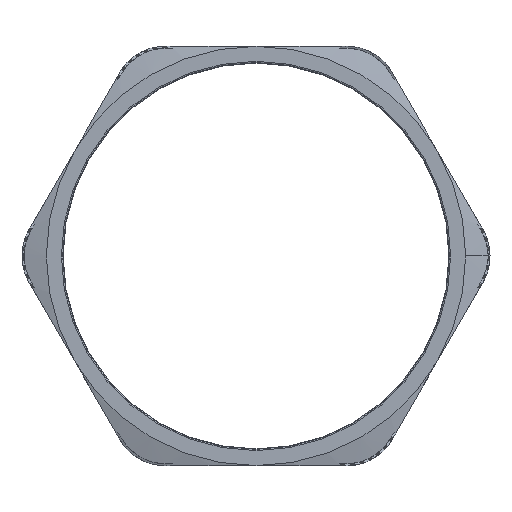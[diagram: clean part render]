
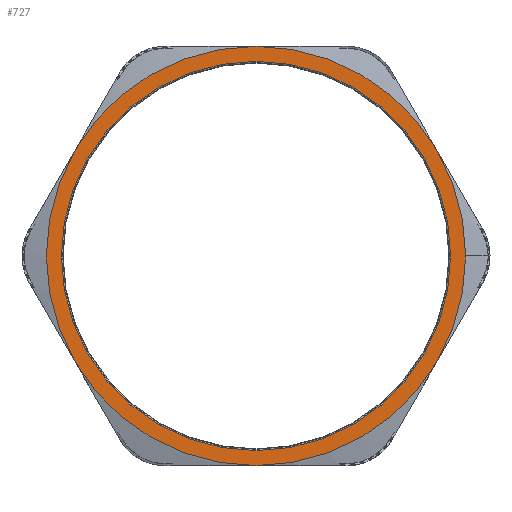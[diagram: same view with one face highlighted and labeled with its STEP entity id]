
A CAD part, top view. The second image highlights one B-rep face of the part: STEP entity #727.
In plain terms, the highlighted planar face has unit normal (0, 0, 1).
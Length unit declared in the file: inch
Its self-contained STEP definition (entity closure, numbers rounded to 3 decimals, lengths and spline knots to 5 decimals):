
#144 = VERTEX_POINT ( 'NONE', #2679 ) ;
#146 = EDGE_CURVE ( 'NONE', #147, #144, #2678, .T. ) ;
#147 = VERTEX_POINT ( 'NONE', #2673 ) ;
#239 = VERTEX_POINT ( 'NONE', #2803 ) ;
#321 = VERTEX_POINT ( 'NONE', #2980 ) ;
#387 = VERTEX_POINT ( 'NONE', #3101 ) ;
#427 = VERTEX_POINT ( 'NONE', #3172 ) ;
#520 = VERTEX_POINT ( 'NONE', #3352 ) ;
#727 = ADVANCED_FACE ( 'NONE', ( #3816, #3860 ), #3812, .F. ) ;
#728 = EDGE_LOOP ( 'NONE', ( #729, #730 ) ) ;
#729 = ORIENTED_EDGE ( 'NONE', *, *, #146, .T. ) ;
#730 = ORIENTED_EDGE ( 'NONE', *, *, #731, .T. ) ;
#731 = EDGE_CURVE ( 'NONE', #144, #147, #3855, .T. ) ;
#732 = EDGE_LOOP ( 'NONE', ( #733, #735, #737, #739, #799, #801, #802 ) ) ;
#733 = ORIENTED_EDGE ( 'NONE', *, *, #734, .F. ) ;
#734 = EDGE_CURVE ( 'NONE', #239, #520, #3850, .T. ) ;
#735 = ORIENTED_EDGE ( 'NONE', *, *, #736, .F. ) ;
#736 = EDGE_CURVE ( 'NONE', #321, #239, #3845, .T. ) ;
#737 = ORIENTED_EDGE ( 'NONE', *, *, #738, .F. ) ;
#738 = EDGE_CURVE ( 'NONE', #387, #321, #3840, .T. ) ;
#739 = ORIENTED_EDGE ( 'NONE', *, *, #740, .F. ) ;
#740 = EDGE_CURVE ( 'NONE', #427, #387, #3835, .T. ) ;
#799 = ORIENTED_EDGE ( 'NONE', *, *, #800, .F. ) ;
#800 = EDGE_CURVE ( 'NONE', #7201, #427, #3963, .T. ) ;
#801 = ORIENTED_EDGE ( 'NONE', *, *, #7225, .F. ) ;
#802 = ORIENTED_EDGE ( 'NONE', *, *, #803, .T. ) ;
#803 = EDGE_CURVE ( 'NONE', #7222, #520, #4022, .T. ) ;
#2673 = CARTESIAN_POINT ( 'NONE',  ( -0.933, 0., 0.2 ) ) ;
#2674 = DIRECTION ( 'NONE',  ( -1., 0., 0. ) ) ;
#2675 = DIRECTION ( 'NONE',  ( 0., 0., -1. ) ) ;
#2676 = CARTESIAN_POINT ( 'NONE',  ( 0., 0., 0.2 ) ) ;
#2677 = AXIS2_PLACEMENT_3D ( 'NONE', #2676, #2675, #2674 ) ;
#2678 = CIRCLE ( 'NONE', #2677, 0.933 ) ;
#2679 = CARTESIAN_POINT ( 'NONE',  ( 0.933, 0., 0.2 ) ) ;
#2803 = CARTESIAN_POINT ( 'NONE',  ( -0.87036, 0.5025, 0.2 ) ) ;
#2980 = CARTESIAN_POINT ( 'NONE',  ( -0.87036, -0.5025, 0.2 ) ) ;
#3101 = CARTESIAN_POINT ( 'NONE',  ( 0., -1.005, 0.2 ) ) ;
#3172 = CARTESIAN_POINT ( 'NONE',  ( 0.87036, -0.5025, 0.2 ) ) ;
#3352 = CARTESIAN_POINT ( 'NONE',  ( 0., 1.005, 0.2 ) ) ;
#3812 = PLANE ( 'NONE',  #3859 ) ;
#3816 = FACE_BOUND ( 'NONE', #728, .T. ) ;
#3831 = DIRECTION ( 'NONE',  ( -1., 0., 0. ) ) ;
#3832 = DIRECTION ( 'NONE',  ( 0., 0., -1. ) ) ;
#3833 = CARTESIAN_POINT ( 'NONE',  ( 0., 0., 0.2 ) ) ;
#3834 = AXIS2_PLACEMENT_3D ( 'NONE', #3833, #3832, #3831 ) ;
#3835 = CIRCLE ( 'NONE', #3834, 1.005 ) ;
#3836 = DIRECTION ( 'NONE',  ( -1., 0., 0. ) ) ;
#3837 = DIRECTION ( 'NONE',  ( 0., 0., -1. ) ) ;
#3838 = CARTESIAN_POINT ( 'NONE',  ( 0., 0., 0.2 ) ) ;
#3839 = AXIS2_PLACEMENT_3D ( 'NONE', #3838, #3837, #3836 ) ;
#3840 = CIRCLE ( 'NONE', #3839, 1.005 ) ;
#3841 = DIRECTION ( 'NONE',  ( -1., 0., 0. ) ) ;
#3842 = DIRECTION ( 'NONE',  ( 0., 0., -1. ) ) ;
#3843 = CARTESIAN_POINT ( 'NONE',  ( 0., 0., 0.2 ) ) ;
#3844 = AXIS2_PLACEMENT_3D ( 'NONE', #3843, #3842, #3841 ) ;
#3845 = CIRCLE ( 'NONE', #3844, 1.005 ) ;
#3846 = DIRECTION ( 'NONE',  ( -1., 0., 0. ) ) ;
#3847 = DIRECTION ( 'NONE',  ( 0., 0., -1. ) ) ;
#3848 = CARTESIAN_POINT ( 'NONE',  ( 0., 0., 0.2 ) ) ;
#3849 = AXIS2_PLACEMENT_3D ( 'NONE', #3848, #3847, #3846 ) ;
#3850 = CIRCLE ( 'NONE', #3849, 1.005 ) ;
#3851 = DIRECTION ( 'NONE',  ( -1., 0., 0. ) ) ;
#3852 = DIRECTION ( 'NONE',  ( 0., 0., -1. ) ) ;
#3853 = CARTESIAN_POINT ( 'NONE',  ( 0., 0., 0.2 ) ) ;
#3854 = AXIS2_PLACEMENT_3D ( 'NONE', #3853, #3852, #3851 ) ;
#3855 = CIRCLE ( 'NONE', #3854, 0.933 ) ;
#3856 = DIRECTION ( 'NONE',  ( -1., 0., 0. ) ) ;
#3857 = DIRECTION ( 'NONE',  ( 0., 0., -1. ) ) ;
#3858 = CARTESIAN_POINT ( 'NONE',  ( 0., 2.01, 0.2 ) ) ;
#3859 = AXIS2_PLACEMENT_3D ( 'NONE', #3858, #3857, #3856 ) ;
#3860 = FACE_OUTER_BOUND ( 'NONE', #732, .T. ) ;
#3959 = DIRECTION ( 'NONE',  ( -1., 0., 0. ) ) ;
#3960 = DIRECTION ( 'NONE',  ( 0., 0., -1. ) ) ;
#3961 = CARTESIAN_POINT ( 'NONE',  ( 0., 0., 0.2 ) ) ;
#3962 = AXIS2_PLACEMENT_3D ( 'NONE', #3961, #3960, #3959 ) ;
#3963 = CIRCLE ( 'NONE', #3962, 1.005 ) ;
#4018 = DIRECTION ( 'NONE',  ( 1., 0., 0. ) ) ;
#4019 = DIRECTION ( 'NONE',  ( 0., 0., 1. ) ) ;
#4020 = CARTESIAN_POINT ( 'NONE',  ( 0., 0., 0.2 ) ) ;
#4021 = AXIS2_PLACEMENT_3D ( 'NONE', #4020, #4019, #4018 ) ;
#4022 = CIRCLE ( 'NONE', #4021, 1.005 ) ;
#6697 = CARTESIAN_POINT ( 'NONE',  ( 1.005, 0., 0.2 ) ) ;
#6763 = DIRECTION ( 'NONE',  ( -1., 0., 0. ) ) ;
#6764 = DIRECTION ( 'NONE',  ( 0., 0., -1. ) ) ;
#6765 = CARTESIAN_POINT ( 'NONE',  ( 0., 0., 0.2 ) ) ;
#6766 = AXIS2_PLACEMENT_3D ( 'NONE', #6765, #6764, #6763 ) ;
#6767 = CIRCLE ( 'NONE', #6766, 1.005 ) ;
#6772 = CARTESIAN_POINT ( 'NONE',  ( 0.87036, 0.5025, 0.2 ) ) ;
#7201 = VERTEX_POINT ( 'NONE', #6697 ) ;
#7222 = VERTEX_POINT ( 'NONE', #6772 ) ;
#7225 = EDGE_CURVE ( 'NONE', #7222, #7201, #6767, .T. ) ;
